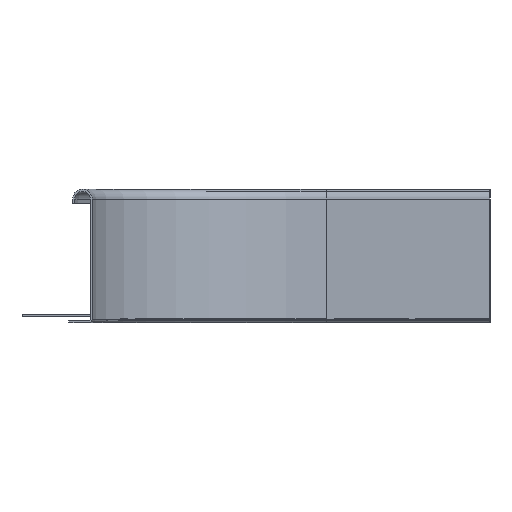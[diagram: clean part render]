
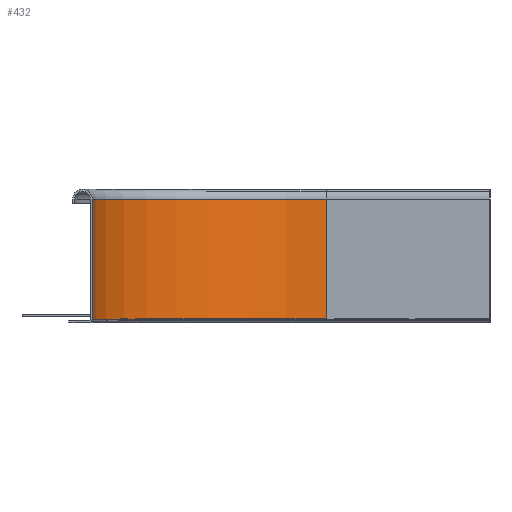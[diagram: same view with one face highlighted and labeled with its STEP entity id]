
A CAD part, left-side view. The second image highlights one B-rep face of the part: STEP entity #432.
In plain terms, the highlighted cylindrical face has radius 150 mm (diameter 300 mm), a partial arc.
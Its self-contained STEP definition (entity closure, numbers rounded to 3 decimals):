
#82 = ORIENTED_EDGE ( 'NONE', *, *, #338, .T. ) ;
#197 = DIRECTION ( 'NONE',  ( 0., 0., -1. ) ) ;
#242 = CARTESIAN_POINT ( 'NONE',  ( 0., 2.25, -105. ) ) ;
#338 = EDGE_CURVE ( 'NONE', #1579, #1129, #3199, .T. ) ;
#343 = EDGE_CURVE ( 'NONE', #1579, #2383, #1251, .T. ) ;
#432 = ADVANCED_FACE ( 'NONE', ( #2972 ), #1020, .F. ) ;
#503 = CARTESIAN_POINT ( 'NONE',  ( 150., 2.25, -105. ) ) ;
#564 = VECTOR ( 'NONE', #1846, 1000. ) ;
#592 = CARTESIAN_POINT ( 'NONE',  ( 150., 79.25, -255. ) ) ;
#607 = AXIS2_PLACEMENT_3D ( 'NONE', #503, #2226, #755 ) ;
#755 = DIRECTION ( 'NONE',  ( 0., 0., -1. ) ) ;
#882 = CARTESIAN_POINT ( 'NONE',  ( 150., 2.25, -255. ) ) ;
#960 = AXIS2_PLACEMENT_3D ( 'NONE', #3147, #1681, #197 ) ;
#991 = CARTESIAN_POINT ( 'NONE',  ( 0., 2.25, -105. ) ) ;
#1020 = CYLINDRICAL_SURFACE ( 'NONE', #1751, 150. ) ;
#1101 = CARTESIAN_POINT ( 'NONE',  ( 0., 79.25, -105. ) ) ;
#1129 = VERTEX_POINT ( 'NONE', #1769 ) ;
#1251 = LINE ( 'NONE', #242, #3118 ) ;
#1450 = LINE ( 'NONE', #882, #564 ) ;
#1455 = EDGE_LOOP ( 'NONE', ( #2014, #82, #2435, #1904 ) ) ;
#1579 = VERTEX_POINT ( 'NONE', #991 ) ;
#1681 = DIRECTION ( 'NONE',  ( 0., -1., 0. ) ) ;
#1751 = AXIS2_PLACEMENT_3D ( 'NONE', #2961, #2495, #2982 ) ;
#1752 = CIRCLE ( 'NONE', #960, 150. ) ;
#1769 = CARTESIAN_POINT ( 'NONE',  ( 150., 2.25, -255. ) ) ;
#1846 = DIRECTION ( 'NONE',  ( 0., 1., 0. ) ) ;
#1871 = VERTEX_POINT ( 'NONE', #592 ) ;
#1904 = ORIENTED_EDGE ( 'NONE', *, *, #2121, .F. ) ;
#1970 = DIRECTION ( 'NONE',  ( 0., 1., 0. ) ) ;
#2014 = ORIENTED_EDGE ( 'NONE', *, *, #343, .F. ) ;
#2121 = EDGE_CURVE ( 'NONE', #2383, #1871, #1752, .T. ) ;
#2226 = DIRECTION ( 'NONE',  ( 0., -1., 0. ) ) ;
#2291 = EDGE_CURVE ( 'NONE', #1129, #1871, #1450, .T. ) ;
#2383 = VERTEX_POINT ( 'NONE', #1101 ) ;
#2435 = ORIENTED_EDGE ( 'NONE', *, *, #2291, .T. ) ;
#2495 = DIRECTION ( 'NONE',  ( 0., -1., 0. ) ) ;
#2961 = CARTESIAN_POINT ( 'NONE',  ( 150., 0., -105. ) ) ;
#2972 = FACE_OUTER_BOUND ( 'NONE', #1455, .T. ) ;
#2982 = DIRECTION ( 'NONE',  ( 0., 0., -1. ) ) ;
#3118 = VECTOR ( 'NONE', #1970, 1000. ) ;
#3147 = CARTESIAN_POINT ( 'NONE',  ( 150., 79.25, -105. ) ) ;
#3199 = CIRCLE ( 'NONE', #607, 150. ) ;
